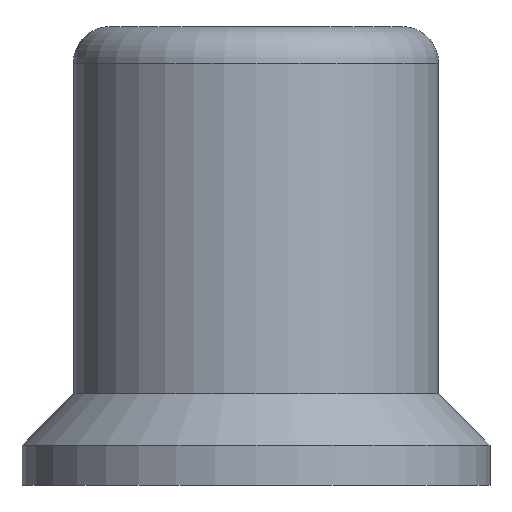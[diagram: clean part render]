
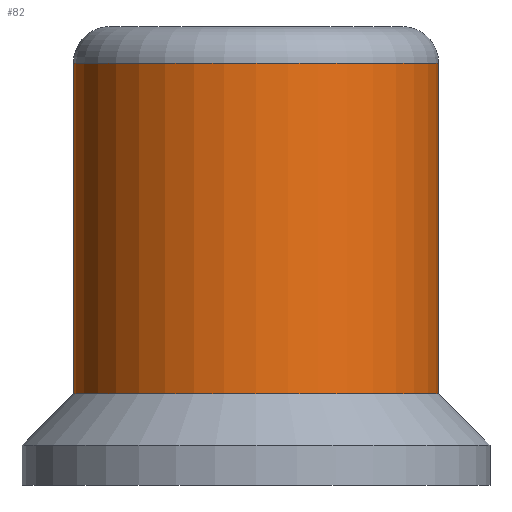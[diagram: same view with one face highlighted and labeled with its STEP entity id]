
A CAD part, front view. The second image highlights one B-rep face of the part: STEP entity #82.
In plain terms, the highlighted cylindrical face has radius 4.975 mm (diameter 9.95 mm), a full revolution.
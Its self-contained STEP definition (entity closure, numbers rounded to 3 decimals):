
#22=LINE('',#158,#25);
#25=VECTOR('',#129,4.975);
#28=CYLINDRICAL_SURFACE('',#106,4.975);
#31=FACE_OUTER_BOUND('',#37,.T.);
#37=EDGE_LOOP('',(#66,#67,#68,#69));
#44=CIRCLE('',#105,4.975);
#45=CIRCLE('',#107,4.975);
#49=VERTEX_POINT('',#153);
#50=VERTEX_POINT('',#157);
#55=EDGE_CURVE('',#49,#49,#44,.T.);
#56=EDGE_CURVE('',#49,#50,#22,.T.);
#57=EDGE_CURVE('',#50,#50,#45,.T.);
#66=ORIENTED_EDGE('',*,*,#55,.F.);
#67=ORIENTED_EDGE('',*,*,#56,.T.);
#68=ORIENTED_EDGE('',*,*,#57,.F.);
#69=ORIENTED_EDGE('',*,*,#56,.F.);
#82=ADVANCED_FACE('',(#31),#28,.T.);
#105=AXIS2_PLACEMENT_3D('',#155,#125,#126);
#106=AXIS2_PLACEMENT_3D('',#156,#127,#128);
#107=AXIS2_PLACEMENT_3D('',#159,#130,#131);
#125=DIRECTION('center_axis',(0.,0.,1.));
#126=DIRECTION('ref_axis',(1.,0.,0.));
#127=DIRECTION('center_axis',(0.,0.,1.));
#128=DIRECTION('ref_axis',(1.,0.,0.));
#129=DIRECTION('',(0.,0.,-1.));
#130=DIRECTION('center_axis',(0.,0.,-1.));
#131=DIRECTION('ref_axis',(1.,0.,0.));
#153=CARTESIAN_POINT('',(79.025,7.,17.754));
#155=CARTESIAN_POINT('Origin',(84.,7.,17.754));
#156=CARTESIAN_POINT('Origin',(84.,7.,5.254));
#157=CARTESIAN_POINT('',(79.025,7.,8.754));
#158=CARTESIAN_POINT('',(79.025,7.,5.254));
#159=CARTESIAN_POINT('Origin',(84.,7.,8.754));
